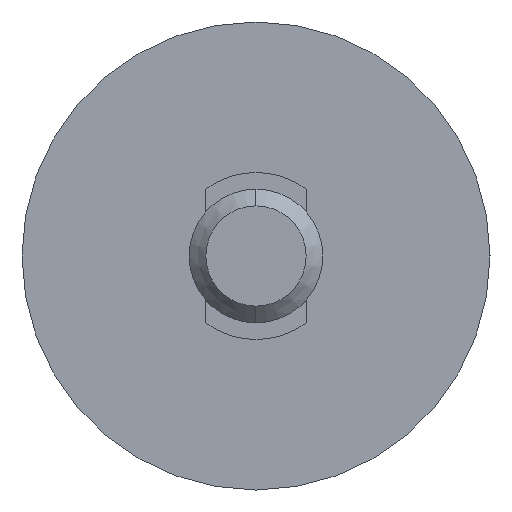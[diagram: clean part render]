
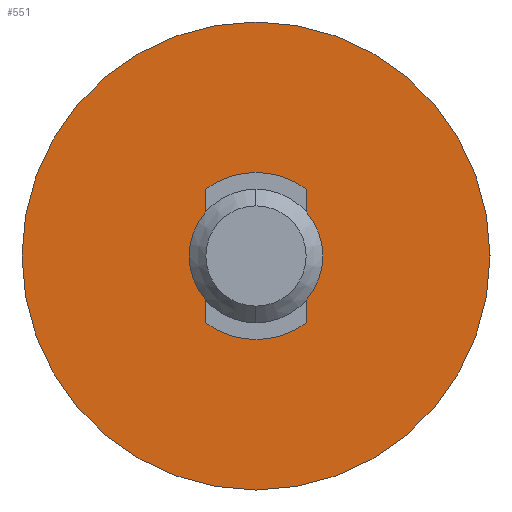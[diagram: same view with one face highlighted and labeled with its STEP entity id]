
A CAD part, left-side view. The second image highlights one B-rep face of the part: STEP entity #551.
In plain terms, the highlighted planar face has unit normal (-1, 0, 0).
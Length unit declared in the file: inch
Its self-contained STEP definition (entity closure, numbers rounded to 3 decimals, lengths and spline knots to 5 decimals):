
#137=CARTESIAN_POINT('',(0.875,0.,0.15625));
#138=VERTEX_POINT('',#137);
#147=CARTESIAN_POINT('',(0.875,0.09375,0.125));
#148=VERTEX_POINT('',#147);
#149=CARTESIAN_POINT('',(0.875,0.0,0.0));
#150=DIRECTION('',(1.0,0.0,0.0));
#151=DIRECTION('',(0.0,0.0,-1.0));
#152=AXIS2_PLACEMENT_3D('',#149,#150,#151);
#153=CIRCLE('',#152,0.15625);
#154=EDGE_CURVE('',#138,#148,#153,.F.);
#181=CARTESIAN_POINT('',(0.875,0.,-0.15625));
#182=VERTEX_POINT('',#181);
#198=CARTESIAN_POINT('',(0.875,0.09375,-0.125));
#199=VERTEX_POINT('',#198);
#206=CARTESIAN_POINT('',(0.875,0.0,0.0));
#207=DIRECTION('',(1.0,0.0,0.0));
#208=DIRECTION('',(0.0,0.0,-1.0));
#209=AXIS2_PLACEMENT_3D('',#206,#207,#208);
#210=CIRCLE('',#209,0.15625);
#211=EDGE_CURVE('',#199,#182,#210,.F.);
#281=CARTESIAN_POINT('',(0.875,0.0,-0.4375));
#282=VERTEX_POINT('',#281);
#291=CARTESIAN_POINT('',(0.875,0.,0.4375));
#292=VERTEX_POINT('',#291);
#293=CARTESIAN_POINT('',(0.875,0.0,0.0));
#294=DIRECTION('',(1.0,0.0,0.0));
#295=DIRECTION('',(0.0,0.0,-1.0));
#296=AXIS2_PLACEMENT_3D('',#293,#294,#295);
#297=CIRCLE('',#296,0.4375);
#298=EDGE_CURVE('',#292,#282,#297,.F.);
#502=CARTESIAN_POINT('',(0.875,0.0,-0.29688));
#503=DIRECTION('',(-1.0,0.0,0.0));
#504=DIRECTION('',(0.0,-1.0,0.0));
#505=AXIS2_PLACEMENT_3D('',#502,#503,#504);
#506=PLANE('',#505);
#507=CARTESIAN_POINT('',(0.875,0.0,0.0));
#508=DIRECTION('',(1.0,0.0,0.0));
#509=DIRECTION('',(0.0,0.0,-1.0));
#510=AXIS2_PLACEMENT_3D('',#507,#508,#509);
#511=CIRCLE('',#510,0.4375);
#512=EDGE_CURVE('',#282,#292,#511,.F.);
#513=ORIENTED_EDGE('',*,*,#512,.T.);
#514=ORIENTED_EDGE('',*,*,#298,.T.);
#515=EDGE_LOOP('',(#513,#514));
#516=FACE_OUTER_BOUND('',#515,.T.);
#517=CARTESIAN_POINT('',(0.875,0.09375,0.125));
#518=DIRECTION('',(0.0,0.0,-1.0));
#519=VECTOR('',#518,0.25);
#520=LINE('',#517,#519);
#521=EDGE_CURVE('',#148,#199,#520,.T.);
#522=ORIENTED_EDGE('',*,*,#521,.F.);
#523=ORIENTED_EDGE('',*,*,#154,.F.);
#524=CARTESIAN_POINT('',(0.875,-0.09375,0.125));
#525=VERTEX_POINT('',#524);
#526=CARTESIAN_POINT('',(0.875,0.0,0.0));
#527=DIRECTION('',(1.0,0.0,0.0));
#528=DIRECTION('',(0.0,0.0,-1.0));
#529=AXIS2_PLACEMENT_3D('',#526,#527,#528);
#530=CIRCLE('',#529,0.15625);
#531=EDGE_CURVE('',#525,#138,#530,.F.);
#532=ORIENTED_EDGE('',*,*,#531,.F.);
#533=CARTESIAN_POINT('',(0.875,-0.09375,-0.125));
#534=VERTEX_POINT('',#533);
#535=CARTESIAN_POINT('',(0.875,-0.09375,-0.125));
#536=DIRECTION('',(0.0,0.0,1.0));
#537=VECTOR('',#536,0.25);
#538=LINE('',#535,#537);
#539=EDGE_CURVE('',#534,#525,#538,.T.);
#540=ORIENTED_EDGE('',*,*,#539,.F.);
#541=CARTESIAN_POINT('',(0.875,0.0,0.0));
#542=DIRECTION('',(1.0,0.0,0.0));
#543=DIRECTION('',(0.0,0.0,-1.0));
#544=AXIS2_PLACEMENT_3D('',#541,#542,#543);
#545=CIRCLE('',#544,0.15625);
#546=EDGE_CURVE('',#182,#534,#545,.F.);
#547=ORIENTED_EDGE('',*,*,#546,.F.);
#548=ORIENTED_EDGE('',*,*,#211,.F.);
#549=EDGE_LOOP('',(#522,#523,#532,#540,#547,#548));
#550=FACE_BOUND('',#549,.T.);
#551=ADVANCED_FACE('',(#516,#550),#506,.T.);
